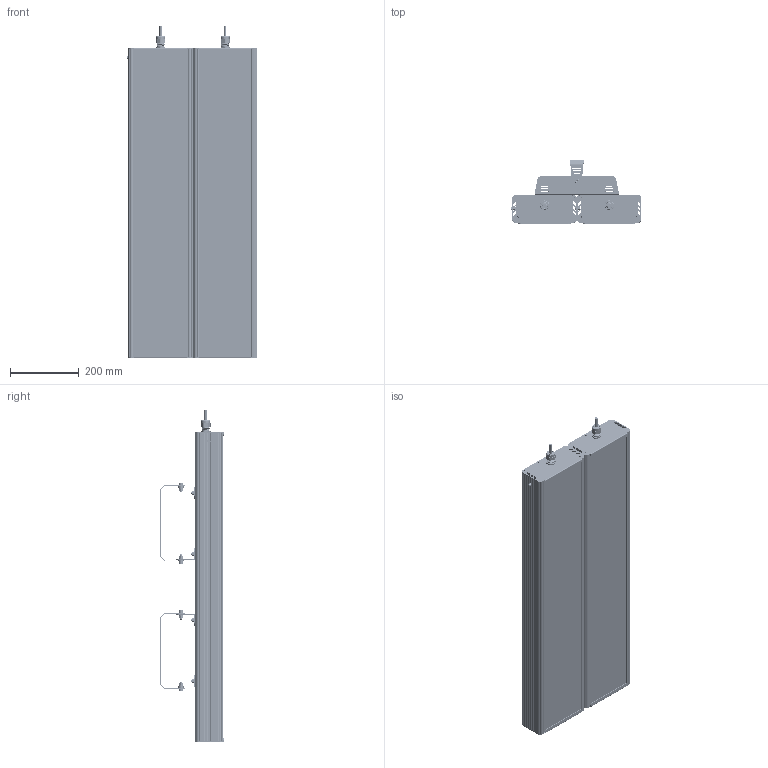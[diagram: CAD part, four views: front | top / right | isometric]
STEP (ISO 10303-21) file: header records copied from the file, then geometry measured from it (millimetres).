
FILE_DESCRIPTION(('STEP AP214'), '1');
FILE_NAME('001.0096.53.000 - ÃÑÏ-Ýêñòðà-Îïòèê-2Åõ-360(2Õ180)', '', ('UNSPECIFIED'), ('UNSPECIFIED'), 'C3D Converter', 'C3D Toolkit', '');
FILE_SCHEMA(('AUTOMOTIVE_DESIGN { 1 0 10303 214 3 1 1}'));
Length unit declared in the file: millimetre
Products named in the file (45): 001.0096.53.000; #3363; #3422; #3481; #3540; #3625; #3762; #3847; #3906; #4277
Assembly tree (104 placements, depth 4):
  001.0096.53.000
    (unnamed)  x2
      (unnamed)
      (unnamed)
      (unnamed)
      (unnamed)
      (unnamed)
      (unnamed)
      (unnamed)
      (unnamed)
      (unnamed)
      (unnamed)
      (unnamed)
      (unnamed)
        (unnamed)
        (unnamed)
        (unnamed)  x13
        (unnamed)
        (unnamed)
        (unnamed)
        (unnamed)
        (unnamed)
        (unnamed)
        (unnamed)
      (unnamed)
        (unnamed)
    (unnamed)  x2
      (unnamed)
      (unnamed)
      (unnamed)
      (unnamed)
      (unnamed)
      (unnamed)
      (unnamed)
      (unnamed)
      (unnamed)
      #3363
      #3422
      #3481
      #3540
      #3625
      #3762
      #3847
      #3906
      #4277
Bounding box: 379.8 x 184.68 x 964 mm (x, y, z)
Volume: 6134649 mm3; surface area: 4605262.5 mm2
Topology: 1308 solids, 1308 shells, 17298 faces, 38506 edges, 25552 vertices
Faces by surface type: plane 12448, cylinder 3936, bspline 606, cone 250, sphere 36, torus 22
Full cylindrical faces by diameter (mm): 1 x36, 2 x72, 2.5 x144, 2.8 x900, 3.2 x36, 3.5 x216, 4 x26, 4.917 x16, 5 x4, 6 x22, 6.6 x16, 6.647 x4, 7 x4, 8 x28, 8.5 x8, 9 x476, 10 x2, 11 x16, 12.5 x2, 13 x6, 15 x8, 16 x2, 17 x2, 18 x2, 18.5 x2, 19 x2, 20 x2, 21.5 x2, 22 x4, 25.5 x2
Entity records: 101433 total; most frequent: CARTESIAN_POINT 48786, DIRECTION 9962, ORIENTED_EDGE 8770, EDGE_CURVE 4385, AXIS2_PLACEMENT_3D 3535, VERTEX_POINT 3007, LINE 2892, VECTOR 2892
